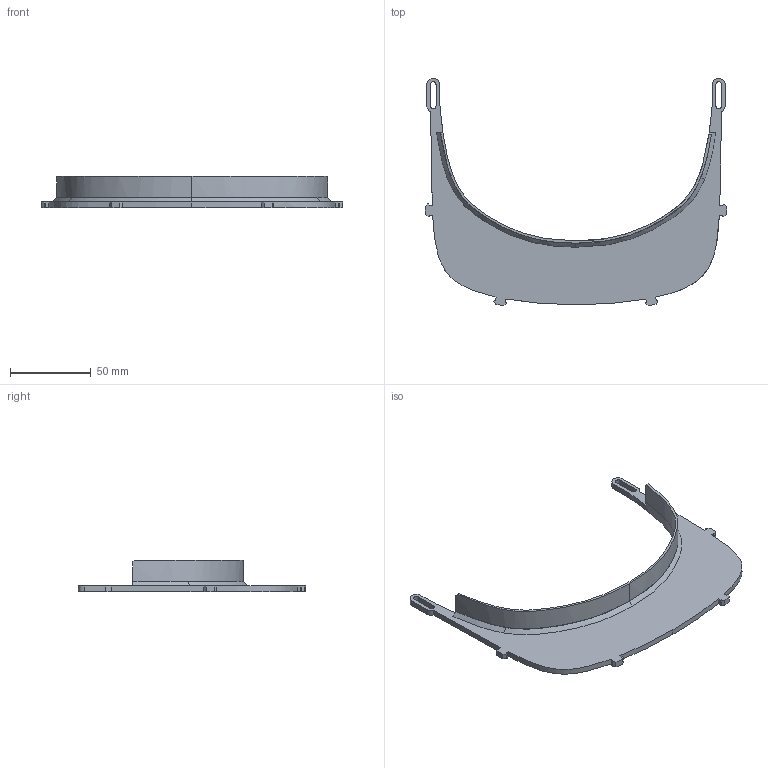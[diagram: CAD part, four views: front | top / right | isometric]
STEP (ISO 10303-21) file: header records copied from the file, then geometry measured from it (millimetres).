
FILE_DESCRIPTION(/* description */ (''),/* implementation_level */ '2;1');
FILE_NAME(/* name */ '3d-face-shield.step',/* time_stamp */ '2020-03-20T15:13:57-04:00',/* author */ (''),/* organization */ (''),/* preprocessor_version */ 'ST-DEVELOPER v18',/* originating_system */ 'Autodesk Translation Framework v8.12.0.6',/* authorisation */ '');
FILE_SCHEMA (('AUTOMOTIVE_DESIGN { 1 0 10303 214 3 1 1 }'));
Length unit declared in the file: millimetre
Products named in the file (1): face-shield-final
Bounding box: 186.82 x 141.1 x 19.55 mm (x, y, z)
Volume: 39993.8 mm3; surface area: 29139.7 mm2
Topology: 1 solids, 1 shells, 101 faces, 279 edges, 180 vertices
Faces by surface type: plane 73, bspline 20, cylinder 8
Entity records: 4322 total; most frequent: CARTESIAN_POINT 1968, ORIENTED_EDGE 558, DIRECTION 370, EDGE_CURVE 279, VERTEX_POINT 180, LINE 174, VECTOR 174, EDGE_LOOP 105
